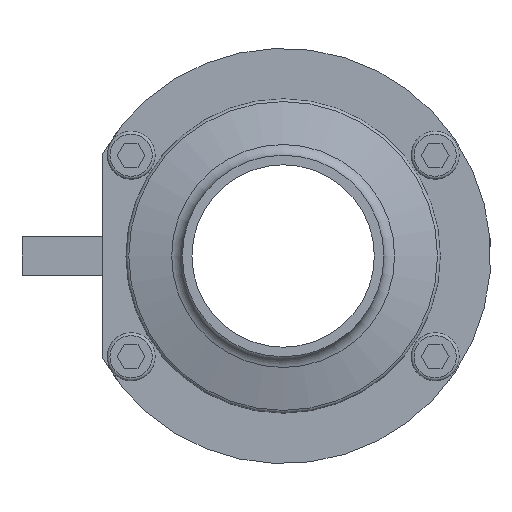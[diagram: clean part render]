
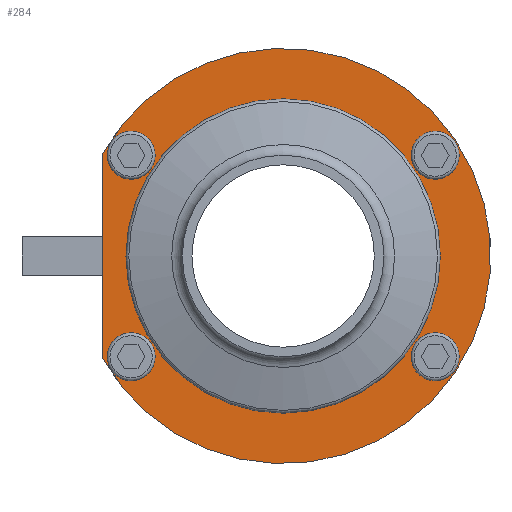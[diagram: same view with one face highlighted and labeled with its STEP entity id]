
A CAD part, left-side view. The second image highlights one B-rep face of the part: STEP entity #284.
In plain terms, the highlighted face is planar.
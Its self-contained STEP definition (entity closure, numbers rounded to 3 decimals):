
#284 = ADVANCED_FACE( '', ( #569, #570, #571, #572, #573, #574 ), #575, .T. );
#569 = FACE_BOUND( '', #966, .T. );
#570 = FACE_BOUND( '', #967, .T. );
#571 = FACE_BOUND( '', #968, .T. );
#572 = FACE_BOUND( '', #969, .T. );
#573 = FACE_BOUND( '', #970, .T. );
#574 = FACE_OUTER_BOUND( '', #971, .T. );
#575 = PLANE( '', #972 );
#966 = EDGE_LOOP( '', ( #1650 ) );
#967 = EDGE_LOOP( '', ( #1651 ) );
#968 = EDGE_LOOP( '', ( #1652 ) );
#969 = EDGE_LOOP( '', ( #1653 ) );
#970 = EDGE_LOOP( '', ( #1654 ) );
#971 = EDGE_LOOP( '', ( #1655, #1656 ) );
#972 = AXIS2_PLACEMENT_3D( '', #1657, #1658, #1659 );
#1650 = ORIENTED_EDGE( '', *, *, #2232, .F. );
#1651 = ORIENTED_EDGE( '', *, *, #2244, .F. );
#1652 = ORIENTED_EDGE( '', *, *, #2256, .F. );
#1653 = ORIENTED_EDGE( '', *, *, #2268, .F. );
#1654 = ORIENTED_EDGE( '', *, *, #2282, .T. );
#1655 = ORIENTED_EDGE( '', *, *, #2283, .T. );
#1656 = ORIENTED_EDGE( '', *, *, #2284, .T. );
#1657 = CARTESIAN_POINT( '', ( 11., 0., 0. ) );
#1658 = DIRECTION( '', ( 1., 0., 0. ) );
#1659 = DIRECTION( '', ( 0., 0., -1. ) );
#2232 = EDGE_CURVE( '', #2577, #2577, #2578, .T. );
#2244 = EDGE_CURVE( '', #2601, #2601, #2602, .T. );
#2256 = EDGE_CURVE( '', #2625, #2625, #2626, .T. );
#2268 = EDGE_CURVE( '', #2649, #2649, #2650, .T. );
#2282 = EDGE_CURVE( '', #2677, #2677, #2678, .F. );
#2283 = EDGE_CURVE( '', #2679, #2680, #2681, .T. );
#2284 = EDGE_CURVE( '', #2680, #2679, #2682, .T. );
#2577 = VERTEX_POINT( '', #3502 );
#2578 = CIRCLE( '', #3503, 5. );
#2601 = VERTEX_POINT( '', #3532 );
#2602 = CIRCLE( '', #3533, 5. );
#2625 = VERTEX_POINT( '', #3562 );
#2626 = CIRCLE( '', #3563, 5. );
#2649 = VERTEX_POINT( '', #3592 );
#2650 = CIRCLE( '', #3593, 5. );
#2677 = VERTEX_POINT( '', #3626 );
#2678 = CIRCLE( '', #3627, 32.75 );
#2679 = VERTEX_POINT( '', #3628 );
#2680 = VERTEX_POINT( '', #3629 );
#2681 = LINE( '', #3630, #3631 );
#2682 = CIRCLE( '', #3632, 43.25 );
#3502 = CARTESIAN_POINT( '', ( 11., -31.67, 16. ) );
#3503 = AXIS2_PLACEMENT_3D( '', #3990, #3991, #3992 );
#3532 = CARTESIAN_POINT( '', ( 11., -31.67, -26. ) );
#3533 = AXIS2_PLACEMENT_3D( '', #4014, #4015, #4016 );
#3562 = CARTESIAN_POINT( '', ( 11., 31.67, -26. ) );
#3563 = AXIS2_PLACEMENT_3D( '', #4038, #4039, #4040 );
#3592 = CARTESIAN_POINT( '', ( 11., 31.67, 16. ) );
#3593 = AXIS2_PLACEMENT_3D( '', #4062, #4063, #4064 );
#3626 = CARTESIAN_POINT( '', ( 11., 0., -32.75 ) );
#3627 = AXIS2_PLACEMENT_3D( '', #4092, #4093, #4094 );
#3628 = CARTESIAN_POINT( '', ( 11., 37.7, -21.196 ) );
#3629 = CARTESIAN_POINT( '', ( 11., 37.7, 21.196 ) );
#3630 = CARTESIAN_POINT( '', ( 11., 37.7, -21.196 ) );
#3631 = VECTOR( '', #4095, 1000. );
#3632 = AXIS2_PLACEMENT_3D( '', #4096, #4097, #4098 );
#3990 = CARTESIAN_POINT( '', ( 11., -31.67, 21. ) );
#3991 = DIRECTION( '', ( 1., 0., 0. ) );
#3992 = DIRECTION( '', ( 0., 0., -1. ) );
#4014 = CARTESIAN_POINT( '', ( 11., -31.67, -21. ) );
#4015 = DIRECTION( '', ( 1., 0., 0. ) );
#4016 = DIRECTION( '', ( 0., 0., -1. ) );
#4038 = CARTESIAN_POINT( '', ( 11., 31.67, -21. ) );
#4039 = DIRECTION( '', ( 1., 0., 0. ) );
#4040 = DIRECTION( '', ( 0., 0., -1. ) );
#4062 = CARTESIAN_POINT( '', ( 11., 31.67, 21. ) );
#4063 = DIRECTION( '', ( 1., 0., 0. ) );
#4064 = DIRECTION( '', ( 0., 0., -1. ) );
#4092 = CARTESIAN_POINT( '', ( 11., 0., 0. ) );
#4093 = DIRECTION( '', ( 1., 0., 0. ) );
#4094 = DIRECTION( '', ( 0., 0., -1. ) );
#4095 = DIRECTION( '', ( 0., 0., 1. ) );
#4096 = CARTESIAN_POINT( '', ( 11., 0., 0. ) );
#4097 = DIRECTION( '', ( 1., 0., 0. ) );
#4098 = DIRECTION( '', ( 0., 0., -1. ) );
